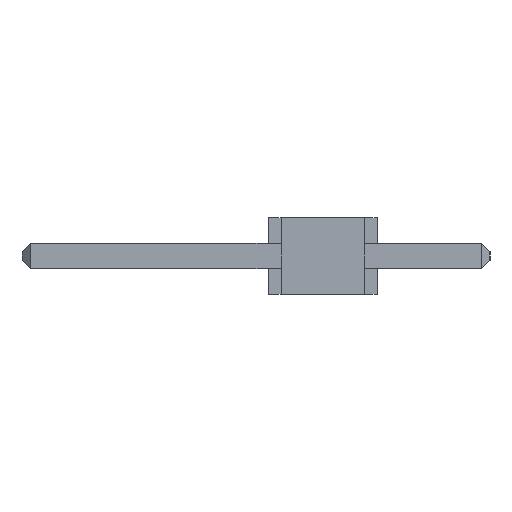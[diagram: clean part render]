
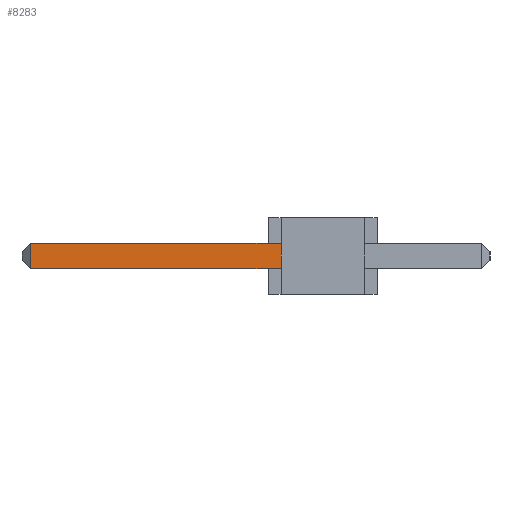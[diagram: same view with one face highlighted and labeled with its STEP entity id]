
A CAD part, left-side view. The second image highlights one B-rep face of the part: STEP entity #8283.
In plain terms, the highlighted planar face has unit normal (-1, 0, 0).
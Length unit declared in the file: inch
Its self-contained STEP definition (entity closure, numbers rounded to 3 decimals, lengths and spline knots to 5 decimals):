
#25=DIRECTION('',(0.,0.,-1.));
#26=VECTOR('',#25,0.03);
#27=CARTESIAN_POINT('',(-0.565,0.05,0.015));
#28=LINE('',#27,#26);
#2769=DIRECTION('',(0.,1.,0.));
#2770=VECTOR('',#2769,0.3);
#2771=CARTESIAN_POINT('',(-0.565,0.05,-0.015));
#2772=LINE('',#2771,#2770);
#2773=DIRECTION('',(0.,-1.,0.));
#2774=VECTOR('',#2773,0.3);
#2775=CARTESIAN_POINT('',(-0.565,0.35,0.015));
#2776=LINE('',#2775,#2774);
#2817=DIRECTION('',(0.,0.,1.));
#2818=VECTOR('',#2817,0.03);
#2819=CARTESIAN_POINT('',(-0.565,0.35,-0.015));
#2820=LINE('',#2819,#2818);
#3345=CARTESIAN_POINT('',(-0.565,0.05,0.015));
#3346=CARTESIAN_POINT('',(-0.565,0.05,-0.015));
#3347=VERTEX_POINT('',#3345);
#3348=VERTEX_POINT('',#3346);
#3611=CARTESIAN_POINT('',(-0.565,0.35,-0.015));
#3612=VERTEX_POINT('',#3611);
#3613=CARTESIAN_POINT('',(-0.565,0.35,0.015));
#3614=VERTEX_POINT('',#3613);
#8269=CARTESIAN_POINT('',(-0.565,0.,0.));
#8270=DIRECTION('',(1.,0.,0.));
#8271=DIRECTION('',(0.,0.,-1.));
#8272=AXIS2_PLACEMENT_3D('',#8269,#8270,#8271);
#8273=PLANE('',#8272);
#8274=ORIENTED_EDGE('',*,*,#3999,.T.);
#8276=ORIENTED_EDGE('',*,*,#8275,.T.);
#8278=ORIENTED_EDGE('',*,*,#8277,.T.);
#8280=ORIENTED_EDGE('',*,*,#8279,.T.);
#8281=EDGE_LOOP('',(#8274,#8276,#8278,#8280));
#8282=FACE_OUTER_BOUND('',#8281,.F.);
#8283=ADVANCED_FACE('',(#8282),#8273,.F.);
#3999=EDGE_CURVE('',#3347,#3348,#28,.T.);
#8275=EDGE_CURVE('',#3348,#3612,#2772,.T.);
#8277=EDGE_CURVE('',#3612,#3614,#2820,.T.);
#8279=EDGE_CURVE('',#3614,#3347,#2776,.T.);
